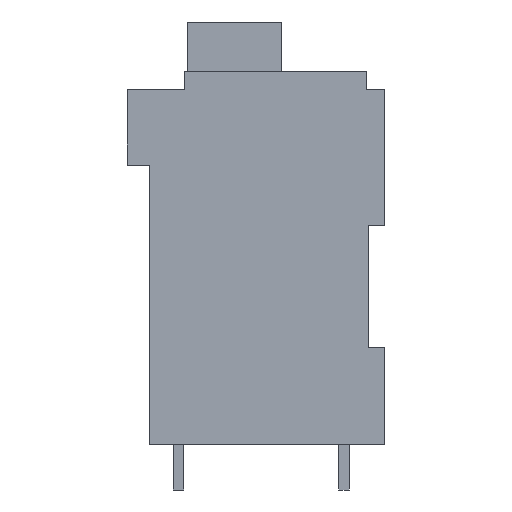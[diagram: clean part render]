
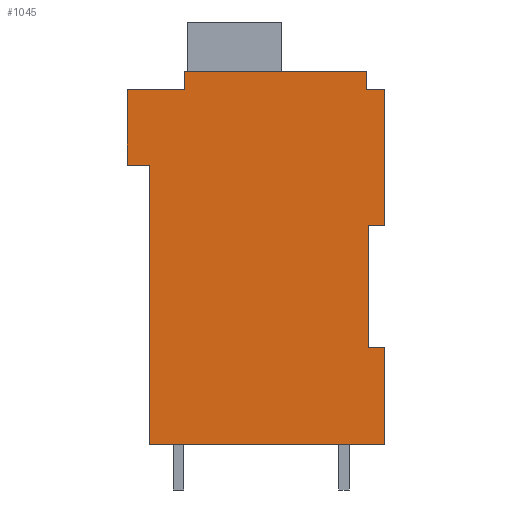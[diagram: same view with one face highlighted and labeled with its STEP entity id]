
A CAD part, left-side view. The second image highlights one B-rep face of the part: STEP entity #1045.
In plain terms, the highlighted planar face has unit normal (-1, 0, 0).
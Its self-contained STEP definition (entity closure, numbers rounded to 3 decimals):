
#1045 = ADVANCED_FACE( 'HOUSING', ( #2022 ), #2023, .T. );
#2022 = FACE_OUTER_BOUND( '', #3040, .T. );
#2023 = PLANE( '', #3041 );
#3040 = EDGE_LOOP( '', ( #5499, #5500, #5501, #5502, #5503, #5504, #5505, #5506, #5507, #5508, #5509, #5510, #5511, #5512 ) );
#3041 = AXIS2_PLACEMENT_3D( '', #5513, #5514, #5515 );
#5499 = ORIENTED_EDGE( '', *, *, #7047, .T. );
#5500 = ORIENTED_EDGE( '', *, *, #7565, .T. );
#5501 = ORIENTED_EDGE( '', *, *, #6583, .T. );
#5502 = ORIENTED_EDGE( '', *, *, #7335, .T. );
#5503 = ORIENTED_EDGE( '', *, *, #7550, .T. );
#5504 = ORIENTED_EDGE( '', *, *, #7485, .T. );
#5505 = ORIENTED_EDGE( '', *, *, #7062, .T. );
#5506 = ORIENTED_EDGE( '', *, *, #7133, .T. );
#5507 = ORIENTED_EDGE( '', *, *, #7566, .T. );
#5508 = ORIENTED_EDGE( '', *, *, #6710, .T. );
#5509 = ORIENTED_EDGE( '', *, *, #6825, .T. );
#5510 = ORIENTED_EDGE( '', *, *, #7204, .T. );
#5511 = ORIENTED_EDGE( '', *, *, #7548, .T. );
#5512 = ORIENTED_EDGE( '', *, *, #7368, .T. );
#5513 = CARTESIAN_POINT( '', ( 0., 8.5, -1.906 ) );
#5514 = DIRECTION( '', ( -1., 0., 0. ) );
#5515 = DIRECTION( '', ( 0., 0., 1. ) );
#6583 = EDGE_CURVE( '', #7868, #7866, #7869, .T. );
#6710 = EDGE_CURVE( '', #8093, #8091, #8094, .T. );
#6825 = EDGE_CURVE( '', #8091, #8293, #8295, .T. );
#7047 = EDGE_CURVE( '', #8659, #8657, #8660, .T. );
#7062 = EDGE_CURVE( '', #8663, #8680, #8682, .T. );
#7133 = EDGE_CURVE( '', #8680, #8781, #8783, .T. );
#7204 = EDGE_CURVE( '', #8293, #8891, #8893, .T. );
#7335 = EDGE_CURVE( '', #7866, #9090, #9092, .T. );
#7368 = EDGE_CURVE( '', #9138, #8659, #9139, .T. );
#7485 = EDGE_CURVE( '', #9290, #8663, #9291, .T. );
#7548 = EDGE_CURVE( '', #8891, #9138, #9364, .T. );
#7550 = EDGE_CURVE( '', #9090, #9290, #9366, .T. );
#7565 = EDGE_CURVE( '', #8657, #7868, #9382, .T. );
#7566 = EDGE_CURVE( '', #8781, #8093, #9383, .T. );
#7866 = VERTEX_POINT( '', #9810 );
#7868 = VERTEX_POINT( '', #9813 );
#7869 = LINE( '', #9814, #9815 );
#8091 = VERTEX_POINT( '', #10137 );
#8093 = VERTEX_POINT( '', #10140 );
#8094 = LINE( '', #10141, #10142 );
#8293 = VERTEX_POINT( '', #10431 );
#8295 = LINE( '', #10434, #10435 );
#8657 = VERTEX_POINT( '', #11031 );
#8659 = VERTEX_POINT( '', #11034 );
#8660 = LINE( '', #11035, #11036 );
#8663 = VERTEX_POINT( '', #11040 );
#8680 = VERTEX_POINT( '', #11068 );
#8682 = LINE( '', #11071, #11072 );
#8781 = VERTEX_POINT( '', #11224 );
#8783 = LINE( '', #11227, #11228 );
#8891 = VERTEX_POINT( '', #11390 );
#8893 = LINE( '', #11393, #11394 );
#9090 = VERTEX_POINT( '', #11703 );
#9092 = LINE( '', #11706, #11707 );
#9138 = VERTEX_POINT( '', #11779 );
#9139 = LINE( '', #11780, #11781 );
#9290 = VERTEX_POINT( '', #12018 );
#9291 = LINE( '', #12019, #12020 );
#9364 = LINE( '', #12129, #12130 );
#9366 = LINE( '', #12132, #12133 );
#9382 = LINE( '', #12156, #12157 );
#9383 = LINE( '', #12158, #12159 );
#9810 = CARTESIAN_POINT( '', ( 0., 0.55, 4.7 ) );
#9813 = CARTESIAN_POINT( '', ( 0., 0., 4.7 ) );
#9814 = CARTESIAN_POINT( '', ( 0., 0.275, 4.7 ) );
#9815 = VECTOR( '', #12634, 1000. );
#10137 = CARTESIAN_POINT( '', ( 0., 6.6, 13.2 ) );
#10140 = CARTESIAN_POINT( '', ( 0., 6.6, 13.8 ) );
#10141 = CARTESIAN_POINT( '', ( 0., 6.6, 13.5 ) );
#10142 = VECTOR( '', #12748, 1000. );
#10431 = CARTESIAN_POINT( '', ( 0., 8.5, 13.2 ) );
#10434 = CARTESIAN_POINT( '', ( 0., 7.55, 13.2 ) );
#10435 = VECTOR( '', #12852, 1000. );
#11031 = CARTESIAN_POINT( '', ( 0., 0., 1.5 ) );
#11034 = CARTESIAN_POINT( '', ( 0., 7.75, 1.5 ) );
#11035 = CARTESIAN_POINT( '', ( 0., 3.875, 1.5 ) );
#11036 = VECTOR( '', #13035, 1000. );
#11040 = CARTESIAN_POINT( '', ( 0., 0., 13.2 ) );
#11068 = CARTESIAN_POINT( '', ( 0., 0.6, 13.2 ) );
#11071 = CARTESIAN_POINT( '', ( 0., 0.3, 13.2 ) );
#11072 = VECTOR( '', #13049, 1000. );
#11224 = CARTESIAN_POINT( '', ( 0., 0.6, 13.8 ) );
#11227 = CARTESIAN_POINT( '', ( 0., 0.6, 13.5 ) );
#11228 = VECTOR( '', #13106, 1000. );
#11390 = CARTESIAN_POINT( '', ( 0., 8.5, 10.7 ) );
#11393 = CARTESIAN_POINT( '', ( 0., 8.5, 11.95 ) );
#11394 = VECTOR( '', #13164, 1000. );
#11703 = CARTESIAN_POINT( '', ( 0., 0.55, 8.7 ) );
#11706 = CARTESIAN_POINT( '', ( 0., 0.55, 6.7 ) );
#11707 = VECTOR( '', #13269, 1000. );
#11779 = CARTESIAN_POINT( '', ( 0., 7.75, 10.7 ) );
#11780 = CARTESIAN_POINT( '', ( 0., 7.75, 6.1 ) );
#11781 = VECTOR( '', #13296, 1000. );
#12018 = CARTESIAN_POINT( '', ( 0., 0., 8.7 ) );
#12019 = CARTESIAN_POINT( '', ( 0., 0., 10.95 ) );
#12020 = VECTOR( '', #13387, 1000. );
#12129 = CARTESIAN_POINT( '', ( 0., 8.125, 10.7 ) );
#12130 = VECTOR( '', #13430, 1000. );
#12132 = CARTESIAN_POINT( '', ( 0., 0.275, 8.7 ) );
#12133 = VECTOR( '', #13431, 1000. );
#12156 = CARTESIAN_POINT( '', ( 0., 0., 3.1 ) );
#12157 = VECTOR( '', #13439, 1000. );
#12158 = CARTESIAN_POINT( '', ( 0., 3.6, 13.8 ) );
#12159 = VECTOR( '', #13440, 1000. );
#12634 = DIRECTION( '', ( 0., 1., 0. ) );
#12748 = DIRECTION( '', ( 0., 0., -1. ) );
#12852 = DIRECTION( '', ( 0., 1., 0. ) );
#13035 = DIRECTION( '', ( 0., -1., 0. ) );
#13049 = DIRECTION( '', ( 0., 1., 0. ) );
#13106 = DIRECTION( '', ( 0., 0., 1. ) );
#13164 = DIRECTION( '', ( 0., 0., -1. ) );
#13269 = DIRECTION( '', ( 0., 0., 1. ) );
#13296 = DIRECTION( '', ( 0., 0., -1. ) );
#13387 = DIRECTION( '', ( 0., 0., 1. ) );
#13430 = DIRECTION( '', ( 0., -1., 0. ) );
#13431 = DIRECTION( '', ( 0., -1., 0. ) );
#13439 = DIRECTION( '', ( 0., 0., 1. ) );
#13440 = DIRECTION( '', ( 0., 1., 0. ) );
